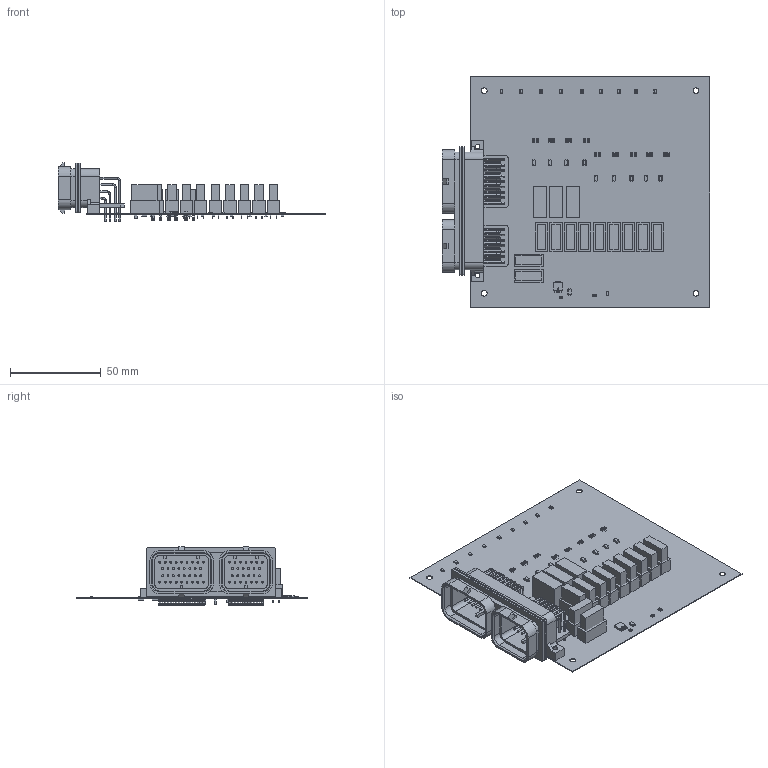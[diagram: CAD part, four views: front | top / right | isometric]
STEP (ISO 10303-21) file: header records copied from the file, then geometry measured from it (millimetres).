
FILE_DESCRIPTION(('Open CASCADE Model'),'2;1');
FILE_NAME('Open CASCADE Shape Model','2018-12-03T21:03:55',('Author'),( 'Open CASCADE'),'Open CASCADE STEP processor 6.8','Open CASCADE 6.8' ,'Unknown');
FILE_SCHEMA(('AUTOMOTIVE_DESIGN { 1 0 10303 214 1 1 1 1 }'));
Length unit declared in the file: millimetre
Products named in the file (102): PCB; Board; F11; Fuse_Keystone_3568_eec_RGB8421504; 6021129664; Extruded; X1; c-3-6437285-2-d-3d_RGB16711935; F10; 6021129088; F9; F8; F6; F5; F4; F3; F2; F1; T10; 5986155776; Open_CASCADE_STEP_translator_6.8_27.1; Body; Open_CASCADE_STEP_translator_6.8_27.2.1; Lead; tab; Open_CASCADE_STEP_translator_6.8_27.7.1; T9; 6021129856; T8; T7; T6; T5; T4; T3; T2; T1; R20; 0805_resistor; R19; R18 ...
Assembly tree (187 placements, depth 5):
  PCB
    Board
    F11
      Fuse_Keystone_3568_eec_RGB8421504
      6021129664
        Extruded
    X1
      c-3-6437285-2-d-3d_RGB16711935
    F10
      Fuse_Keystone_3568_eec_RGB8421504
      6021129088
        Extruded
    F9
      Fuse_Keystone_3568_eec_RGB8421504
      6021129088
        Extruded
    F8
      Fuse_Keystone_3568_eec_RGB8421504
      6021129088
        Extruded
    F6
      Fuse_Keystone_3568_eec_RGB8421504
      6021129088
        Extruded
    F5
      Fuse_Keystone_3568_eec_RGB8421504
      6021129088
        Extruded
    F4
      Fuse_Keystone_3568_eec_RGB8421504
      6021129088
        Extruded
    F3
      Fuse_Keystone_3568_eec_RGB8421504
      6021129088
        Extruded
    F2
      Fuse_Keystone_3568_eec_RGB8421504
      6021129088
        Extruded
    F1
      Fuse_Keystone_3568_eec_RGB8421504
      6021129088
        Extruded
    T10
      5986155776
        Open_CASCADE_STEP_translator_6.8_27.1
        Body
          Open_CASCADE_STEP_translator_6.8_27.2.1
        Lead  x4
        tab
          Open_CASCADE_STEP_translator_6.8_27.7.1
      5986155776
    T9
      6021129856
        Extruded
    T8
      6021129856
        Extruded
    T7
Bounding box: 147.58 x 127 x 32.15 mm (x, y, z)
Volume: 49523.3 mm3; surface area: 72668.5 mm2
Topology: 147 solids, 148 shells, 3821 faces, 10088 edges, 6795 vertices
Faces by surface type: plane 2572, cylinder 965, torus 120, sphere 104, bspline 52, cone 8
Full cylindrical faces by diameter (mm): 0.625 x1, 1.1 x6, 1.3 x60, 1.4 x9, 1.7 x44, 3.175 x4, 3.3 x3
Entity records: 55127 total; most frequent: DIRECTION 8009, CARTESIAN_POINT 7994, ORIENTED_EDGE 6693, EDGE_CURVE 3347, AXIS2_PLACEMENT_3D 3132, VERTEX_POINT 2132, FACE_BOUND 1922, EDGE_LOOP 1922
